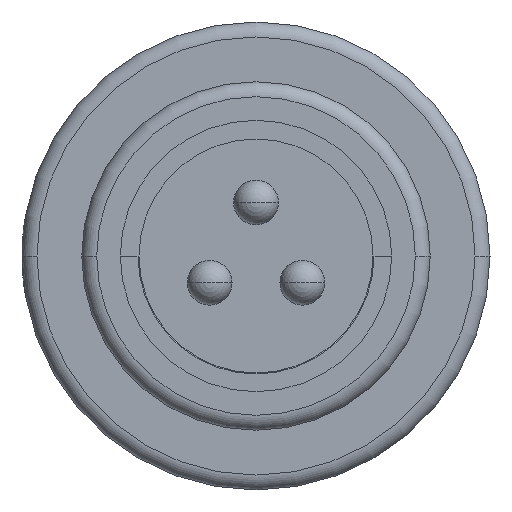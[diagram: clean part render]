
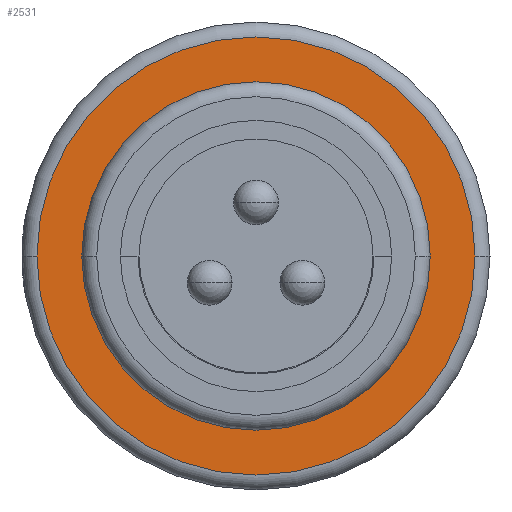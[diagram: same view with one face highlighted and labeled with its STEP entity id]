
A CAD part, left-side view. The second image highlights one B-rep face of the part: STEP entity #2531.
In plain terms, the highlighted planar face has unit normal (-1, 0, 0).
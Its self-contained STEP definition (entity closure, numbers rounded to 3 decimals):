
#231=CARTESIAN_POINT('',(-2.3,0.,0.));
#232=DIRECTION('',(-1.,0.,0.));
#233=DIRECTION('',(0.,1.,0.));
#234=AXIS2_PLACEMENT_3D('',#231,#232,#233);
#254=CARTESIAN_POINT('',(-2.3,0.,0.));
#255=DIRECTION('',(1.,0.,0.));
#256=DIRECTION('',(0.,1.,0.));
#257=AXIS2_PLACEMENT_3D('',#254,#255,#256);
#262=CARTESIAN_POINT('',(-2.3,0.,0.));
#263=DIRECTION('',(-1.,0.,0.));
#264=DIRECTION('',(0.,-1.,0.));
#265=AXIS2_PLACEMENT_3D('',#262,#263,#264);
#270=CARTESIAN_POINT('',(-2.3,0.,0.));
#271=DIRECTION('',(-1.,0.,0.));
#272=DIRECTION('',(0.,1.,0.));
#273=AXIS2_PLACEMENT_3D('',#270,#271,#272);
#2138=CARTESIAN_POINT('',(-2.3,3.5,0.));
#2139=CARTESIAN_POINT('',(-2.3,-3.5,0.));
#2140=VERTEX_POINT('',#2138);
#2141=VERTEX_POINT('',#2139);
#2202=CARTESIAN_POINT('',(-2.3,-4.4,0.));
#2203=CARTESIAN_POINT('',(-2.3,4.4,0.));
#2204=VERTEX_POINT('',#2202);
#2205=VERTEX_POINT('',#2203);
#2516=CARTESIAN_POINT('',(-2.3,0.,0.));
#2517=DIRECTION('',(1.,0.,0.));
#2518=DIRECTION('',(0.,-1.,0.));
#2519=AXIS2_PLACEMENT_3D('',#2516,#2517,#2518);
#2520=PLANE('',#2519);
#2522=ORIENTED_EDGE('',*,*,#2521,.F.);
#2524=ORIENTED_EDGE('',*,*,#2523,.F.);
#2525=EDGE_LOOP('',(#2522,#2524));
#2526=FACE_OUTER_BOUND('',#2525,.F.);
#2527=ORIENTED_EDGE('',*,*,#2503,.F.);
#2528=ORIENTED_EDGE('',*,*,#2482,.T.);
#2529=EDGE_LOOP('',(#2527,#2528));
#2530=FACE_BOUND('',#2529,.F.);
#235=CIRCLE('',#234,3.5);
#258=CIRCLE('',#257,3.5);
#266=CIRCLE('',#265,4.4);
#274=CIRCLE('',#273,4.4);
#2482=EDGE_CURVE('',#2140,#2141,#235,.T.);
#2503=EDGE_CURVE('',#2140,#2141,#258,.T.);
#2521=EDGE_CURVE('',#2204,#2205,#266,.T.);
#2523=EDGE_CURVE('',#2205,#2204,#274,.T.);
#2531=ADVANCED_FACE('',(#2526,#2530),#2520,.F.);
